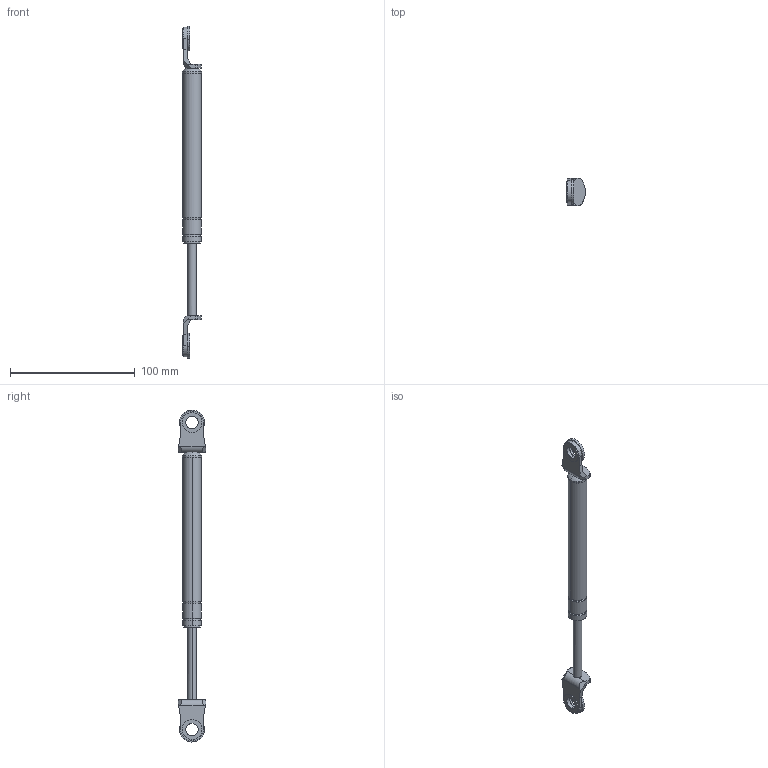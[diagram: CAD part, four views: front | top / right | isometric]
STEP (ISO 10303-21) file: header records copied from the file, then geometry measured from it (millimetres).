
FILE_DESCRIPTION( (''), '2;1');
FILE_NAME ('PC50.23628.TM_149_50_10_31076.stp','2020-10-26T14:43:29',(''),(''),'spGate 16.7.1','','');
FILE_SCHEMA (('AUTOMOTIVE_DESIGN'));
Length unit declared in the file: millimetre
Products named in the file (5): Assembly; washer_2; washer_1; body; body_div
Assembly tree (6 placements, depth 2):
  Assembly
    washer_2  x2
    washer_1  x2
    body
    body_div
Bounding box: 15.4 x 22 x 265.97 mm (x, y, z)
Volume: 32266.3 mm3; surface area: 13751.1 mm2
Topology: 6 solids, 6 shells, 92 faces, 232 edges, 158 vertices
Faces by surface type: plane 44, cylinder 42, bspline 4, sphere 2
Entity records: 4266 total; most frequent: CARTESIAN_POINT 638, DIRECTION 404, ORIENTED_EDGE 400, COLOUR_RGB 284, PRESENTATION_STYLE_ASSIGNMENT 284, STYLED_ITEM 284, EDGE_CURVE 200, DRAUGHTING_PRE_DEFINED_CURVE_FONT 200
